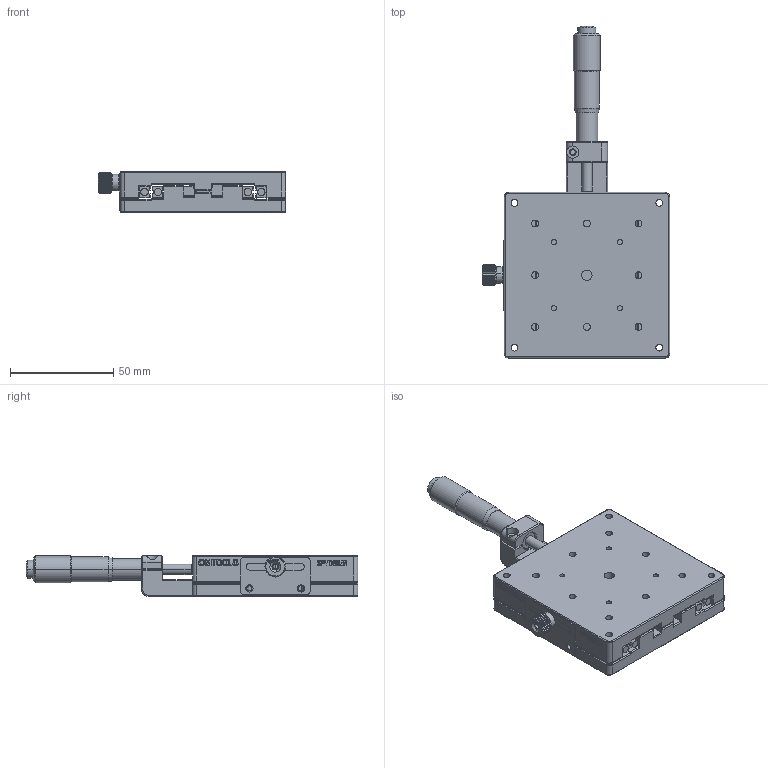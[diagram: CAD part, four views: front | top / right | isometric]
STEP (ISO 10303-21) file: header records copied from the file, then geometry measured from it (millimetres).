
FILE_DESCRIPTION (( 'STEP AP203' ), '1' );
FILE_NAME ('SPYD80ZR 忒雄弇痄怢.STEP', '2020-07-13T07:27:22', ( 'User' ), ( 'Microsoft' ), 'SwSTEP 2.0', 'SolidWorks 2018', '' );
FILE_SCHEMA (( 'CONFIG_CONTROL_DESIGN' ));
Length unit declared in the file: millimetre
Products named in the file (2): SPYD80ZR 忒雄弇痄怢
Bounding box: 90.5 x 160.5 x 20 mm (x, y, z)
Surface area: 47376.2 mm2 (no closed solid volume)
Topology: 0 solids, 22 shells, 602 faces, 2062 edges, 1433 vertices
Faces by surface type: plane 290, cylinder 218, bspline 44, cone 26, torus 22, sphere 2
Entity records: 28615 total; most frequent: CARTESIAN_POINT 11066, DIRECTION 3442, ORIENTED_EDGE 3442, EDGE_CURVE 2062, VERTEX_POINT 1433, AXIS2_PLACEMENT_3D 1181, LINE 1080, VECTOR 1080
